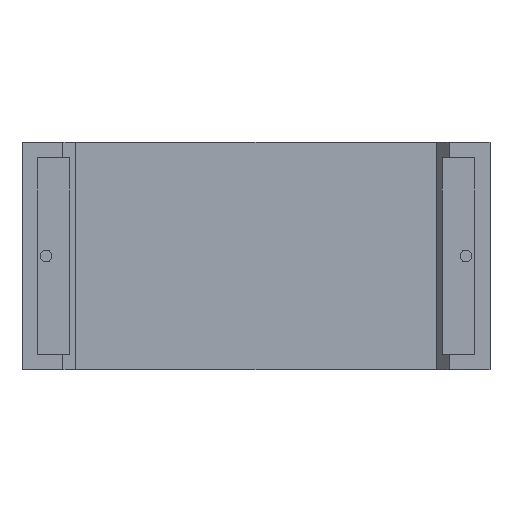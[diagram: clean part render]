
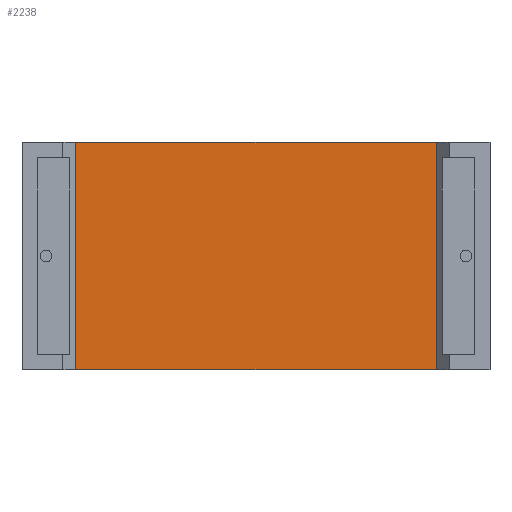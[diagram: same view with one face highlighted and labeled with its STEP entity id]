
A CAD part, front view. The second image highlights one B-rep face of the part: STEP entity #2238.
In plain terms, the highlighted planar face has unit normal (0, -1, 0).
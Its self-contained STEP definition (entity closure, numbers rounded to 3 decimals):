
#186 = DIRECTION ( 'NONE',  ( -1., 0., 0. ) ) ;
#197 = VECTOR ( 'NONE', #515, 1000. ) ;
#239 = LINE ( 'NONE', #2620, #2505 ) ;
#259 = CARTESIAN_POINT ( 'NONE',  ( 20.9, 1.383, 20.3 ) ) ;
#302 = DIRECTION ( 'NONE',  ( 0., 0., 1. ) ) ;
#455 = EDGE_CURVE ( 'NONE', #2685, #2104, #2652, .T. ) ;
#457 = PLANE ( 'NONE',  #1594 ) ;
#485 = DIRECTION ( 'NONE',  ( 0., 0., 1. ) ) ;
#515 = DIRECTION ( 'NONE',  ( -1., 0., 0. ) ) ;
#605 = CARTESIAN_POINT ( 'NONE',  ( 36.989, 1.383, 0. ) ) ;
#652 = VECTOR ( 'NONE', #302, 1000. ) ;
#720 = CARTESIAN_POINT ( 'NONE',  ( 4.811, 1.383, 0. ) ) ;
#750 = LINE ( 'NONE', #259, #197 ) ;
#774 = CARTESIAN_POINT ( 'NONE',  ( 4.811, 1.383, 20.3 ) ) ;
#805 = VERTEX_POINT ( 'NONE', #2790 ) ;
#1137 = ORIENTED_EDGE ( 'NONE', *, *, #1452, .T. ) ;
#1220 = DIRECTION ( 'NONE',  ( -1., 0., 0. ) ) ;
#1322 = LINE ( 'NONE', #2649, #652 ) ;
#1342 = EDGE_CURVE ( 'NONE', #2104, #2653, #1322, .T. ) ;
#1385 = ORIENTED_EDGE ( 'NONE', *, *, #455, .F. ) ;
#1418 = EDGE_CURVE ( 'NONE', #805, #2653, #750, .T. ) ;
#1452 = EDGE_CURVE ( 'NONE', #2685, #805, #239, .T. ) ;
#1538 = DIRECTION ( 'NONE',  ( 0., 1., 0. ) ) ;
#1594 = AXIS2_PLACEMENT_3D ( 'NONE', #2325, #1538, #186 ) ;
#1671 = VECTOR ( 'NONE', #1220, 1000. ) ;
#2104 = VERTEX_POINT ( 'NONE', #720 ) ;
#2153 = EDGE_LOOP ( 'NONE', ( #2806, #2797, #1385, #1137 ) ) ;
#2156 = CARTESIAN_POINT ( 'NONE',  ( 20.9, 1.383, 0. ) ) ;
#2238 = ADVANCED_FACE ( 'NONE', ( #2587 ), #457, .F. ) ;
#2325 = CARTESIAN_POINT ( 'NONE',  ( 20.9, 1.383, 0. ) ) ;
#2505 = VECTOR ( 'NONE', #485, 1000. ) ;
#2587 = FACE_OUTER_BOUND ( 'NONE', #2153, .T. ) ;
#2620 = CARTESIAN_POINT ( 'NONE',  ( 36.989, 1.383, 0. ) ) ;
#2649 = CARTESIAN_POINT ( 'NONE',  ( 4.811, 1.383, 0. ) ) ;
#2652 = LINE ( 'NONE', #2156, #1671 ) ;
#2653 = VERTEX_POINT ( 'NONE', #774 ) ;
#2685 = VERTEX_POINT ( 'NONE', #605 ) ;
#2790 = CARTESIAN_POINT ( 'NONE',  ( 36.989, 1.383, 20.3 ) ) ;
#2797 = ORIENTED_EDGE ( 'NONE', *, *, #1342, .F. ) ;
#2806 = ORIENTED_EDGE ( 'NONE', *, *, #1418, .T. ) ;
